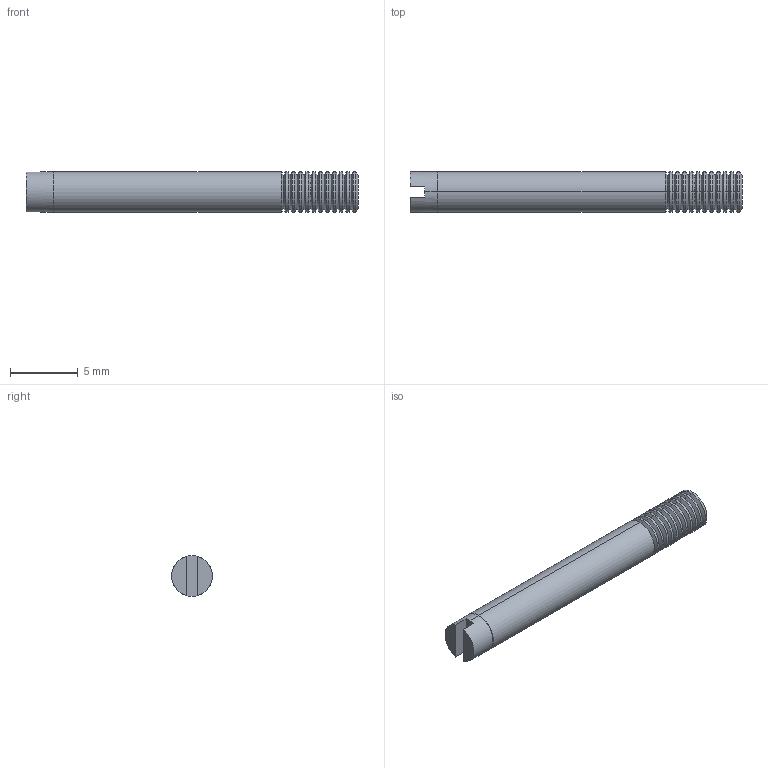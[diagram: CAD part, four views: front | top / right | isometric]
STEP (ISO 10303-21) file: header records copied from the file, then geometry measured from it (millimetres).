
FILE_DESCRIPTION (( 'STEP AP214' ), '1' );
FILE_NAME ('Cranck Retainer Jaw Screw M3 x 25-S.STEP', '2025-07-06T08:34:26', ( '' ), ( '' ), 'SwSTEP 2.0', 'SolidWorks 2025', '' );
FILE_SCHEMA (( 'AUTOMOTIVE_DESIGN' ));
Length unit declared in the file: millimetre
Products named in the file (1): Cranck Retainer Jaw Screw  M3 x 25-S_KS 1021 FF - M3 x 25-S
Bounding box: 24.5 x 3.01 x 3.01 mm (x, y, z)
Volume: 166 mm3; surface area: 275.9 mm2
Topology: 1 solids, 1 shells, 80 faces, 162 edges, 84 vertices
Faces by surface type: cone 46, cylinder 26, plane 6, torus 2
Entity records: 2066 total; most frequent: DIRECTION 406, CARTESIAN_POINT 327, ORIENTED_EDGE 324, AXIS2_PLACEMENT_3D 163, EDGE_CURVE 162, VERTEX_POINT 84, CIRCLE 82, FACE_OUTER_BOUND 80
